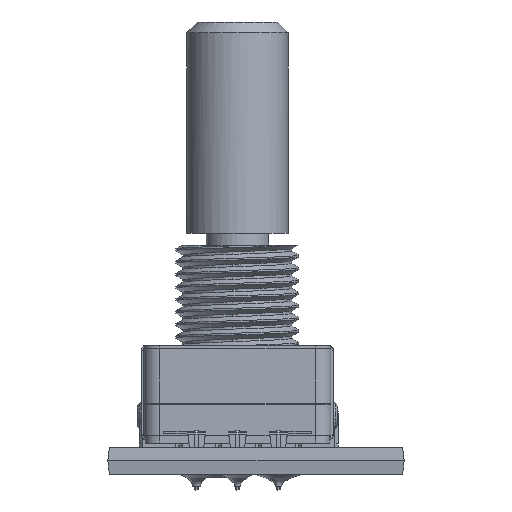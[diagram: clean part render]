
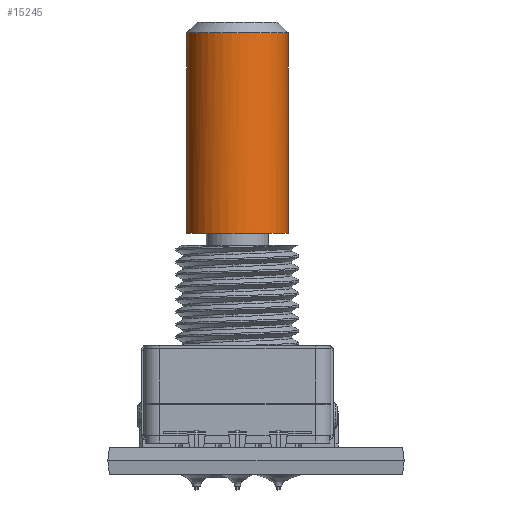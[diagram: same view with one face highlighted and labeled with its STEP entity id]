
A CAD part, front view. The second image highlights one B-rep face of the part: STEP entity #15245.
In plain terms, the highlighted cylindrical face has radius 3.25 mm (diameter 6.5 mm), a full revolution.
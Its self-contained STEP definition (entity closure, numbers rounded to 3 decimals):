
#568=CIRCLE('',#16449,3.25);
#570=CIRCLE('',#16453,3.25);
#571=CIRCLE('',#16454,3.25);
#572=CIRCLE('',#16456,3.25);
#1509=FACE_OUTER_BOUND('',#2298,.T.);
#2298=EDGE_LOOP('',(#11942,#11943,#11944,#11945,#11946,#11947,#11948,#11949));
#3368=LINE('',#28328,#5063);
#3370=LINE('',#28332,#5065);
#3372=LINE('',#28348,#5067);
#5063=VECTOR('',#18561,10.);
#5065=VECTOR('',#18563,10.);
#5067=VECTOR('',#18581,3.25);
#7098=VERTEX_POINT('',#28322);
#7100=VERTEX_POINT('',#28327);
#7101=VERTEX_POINT('',#28329);
#7102=VERTEX_POINT('',#28331);
#7104=VERTEX_POINT('',#28343);
#7105=VERTEX_POINT('',#28347);
#8842=EDGE_CURVE('',#7100,#7098,#3368,.T.);
#8844=EDGE_CURVE('',#7102,#7101,#3370,.T.);
#8847=EDGE_CURVE('',#7101,#7100,#568,.T.);
#8849=EDGE_CURVE('',#7102,#7104,#570,.T.);
#8850=EDGE_CURVE('',#7104,#7098,#571,.T.);
#8851=EDGE_CURVE('',#7104,#7105,#3372,.T.);
#8852=EDGE_CURVE('',#7105,#7105,#572,.T.);
#11942=ORIENTED_EDGE('',*,*,#8849,.F.);
#11943=ORIENTED_EDGE('',*,*,#8844,.T.);
#11944=ORIENTED_EDGE('',*,*,#8847,.T.);
#11945=ORIENTED_EDGE('',*,*,#8842,.T.);
#11946=ORIENTED_EDGE('',*,*,#8850,.F.);
#11947=ORIENTED_EDGE('',*,*,#8851,.T.);
#11948=ORIENTED_EDGE('',*,*,#8852,.T.);
#11949=ORIENTED_EDGE('',*,*,#8851,.F.);
#14959=CYLINDRICAL_SURFACE('',#16455,3.25);
#15245=ADVANCED_FACE('',(#1509),#14959,.T.);
#16449=AXIS2_PLACEMENT_3D('',#28339,#18567,#18568);
#16453=AXIS2_PLACEMENT_3D('',#28344,#18575,#18576);
#16454=AXIS2_PLACEMENT_3D('',#28345,#18577,#18578);
#16455=AXIS2_PLACEMENT_3D('',#28346,#18579,#18580);
#16456=AXIS2_PLACEMENT_3D('',#28349,#18582,#18583);
#18561=DIRECTION('',(0.,0.,1.));
#18563=DIRECTION('',(0.,0.,-1.));
#18567=DIRECTION('center_axis',(0.,0.,-1.));
#18568=DIRECTION('ref_axis',(-1.,0.,0.));
#18575=DIRECTION('center_axis',(0.,0.,1.));
#18576=DIRECTION('ref_axis',(-1.,0.,0.));
#18577=DIRECTION('center_axis',(0.,0.,1.));
#18578=DIRECTION('ref_axis',(-1.,0.,0.));
#18579=DIRECTION('center_axis',(0.,0.,1.));
#18580=DIRECTION('ref_axis',(-1.,0.,0.));
#18581=DIRECTION('',(0.,0.,-1.));
#18582=DIRECTION('center_axis',(0.,0.,1.));
#18583=DIRECTION('ref_axis',(-1.,0.,0.));
#28322=CARTESIAN_POINT('',(5.099,0.567,28.3));
#28327=CARTESIAN_POINT('',(5.099,0.567,17.95));
#28328=CARTESIAN_POINT('',(5.099,0.567,15.45));
#28329=CARTESIAN_POINT('',(-0.401,0.567,17.95));
#28331=CARTESIAN_POINT('',(-0.401,0.567,28.3));
#28332=CARTESIAN_POINT('',(-0.401,0.567,15.45));
#28339=CARTESIAN_POINT('Origin',(2.349,-1.165,17.95));
#28343=CARTESIAN_POINT('',(5.599,-1.165,28.3));
#28344=CARTESIAN_POINT('Origin',(2.349,-1.165,28.3));
#28345=CARTESIAN_POINT('Origin',(2.349,-1.165,28.3));
#28346=CARTESIAN_POINT('Origin',(2.349,-1.165,15.45));
#28347=CARTESIAN_POINT('',(5.599,-1.165,15.45));
#28348=CARTESIAN_POINT('',(5.599,-1.165,15.45));
#28349=CARTESIAN_POINT('Origin',(2.349,-1.165,15.45));
